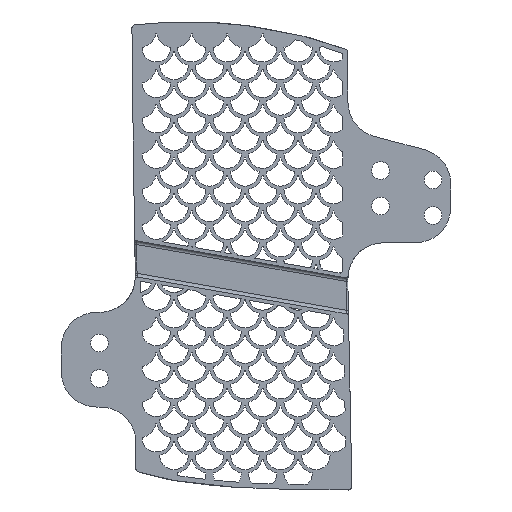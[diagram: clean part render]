
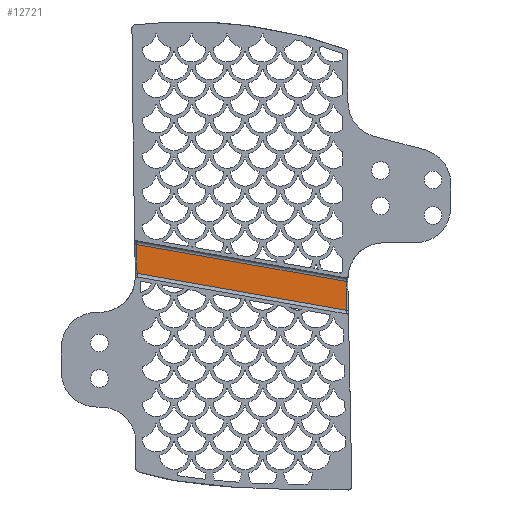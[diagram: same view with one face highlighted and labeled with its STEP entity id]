
A CAD part, front view. The second image highlights one B-rep face of the part: STEP entity #12721.
In plain terms, the highlighted planar face has unit normal (0, -1, 0).
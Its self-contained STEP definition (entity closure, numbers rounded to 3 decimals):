
#328=PLANE('',#14221);
#1817=FACE_OUTER_BOUND('',#2625,.T.);
#2625=EDGE_LOOP('',(#9880,#9881,#9882,#9883,#9884));
#3631=LINE('',#22891,#4386);
#3634=LINE('',#22961,#4389);
#3635=LINE('',#22964,#4390);
#3636=LINE('',#22966,#4391);
#3637=LINE('',#22967,#4392);
#4386=VECTOR('',#17627,10.);
#4389=VECTOR('',#17644,10.);
#4390=VECTOR('',#17647,10.);
#4391=VECTOR('',#17648,10.);
#4392=VECTOR('',#17649,10.);
#5782=VERTEX_POINT('',#22885);
#5783=VERTEX_POINT('',#22889);
#5788=VERTEX_POINT('',#22959);
#5789=VERTEX_POINT('',#22963);
#5790=VERTEX_POINT('',#22965);
#7394=EDGE_CURVE('',#5782,#5783,#3631,.T.);
#7403=EDGE_CURVE('',#5788,#5783,#3634,.T.);
#7404=EDGE_CURVE('',#5788,#5789,#3635,.T.);
#7405=EDGE_CURVE('',#5789,#5790,#3636,.T.);
#7406=EDGE_CURVE('',#5790,#5782,#3637,.T.);
#9880=ORIENTED_EDGE('',*,*,#7394,.T.);
#9881=ORIENTED_EDGE('',*,*,#7403,.F.);
#9882=ORIENTED_EDGE('',*,*,#7404,.T.);
#9883=ORIENTED_EDGE('',*,*,#7405,.T.);
#9884=ORIENTED_EDGE('',*,*,#7406,.T.);
#12721=ADVANCED_FACE('',(#1817),#328,.T.);
#14221=AXIS2_PLACEMENT_3D('',#22962,#17645,#17646);
#17627=DIRECTION('',(0.016,0.,-1.));
#17644=DIRECTION('',(-0.985,0.,0.174));
#17645=DIRECTION('center_axis',(0.,-1.,0.));
#17646=DIRECTION('ref_axis',(0.174,0.,0.985));
#17647=DIRECTION('',(-0.02,0.,1.));
#17648=DIRECTION('',(0.,0.,1.));
#17649=DIRECTION('',(-0.985,0.,0.174));
#22885=CARTESIAN_POINT('',(-20.33,5.,-4.367));
#22889=CARTESIAN_POINT('',(-20.064,5.,-20.661));
#22891=CARTESIAN_POINT('',(-20.335,5.,-4.055));
#22959=CARTESIAN_POINT('',(98.142,5.,-41.504));
#22961=CARTESIAN_POINT('',(145.202,5.,-49.801));
#22962=CARTESIAN_POINT('Origin',(145.202,5.,-49.801));
#22963=CARTESIAN_POINT('',(97.907,5.,-29.594));
#22964=CARTESIAN_POINT('',(99.235,5.,-96.803));
#22965=CARTESIAN_POINT('',(97.907,5.,-25.215));
#22966=CARTESIAN_POINT('',(97.907,5.,-39.693));
#22967=CARTESIAN_POINT('',(147.98,5.,-34.045));
